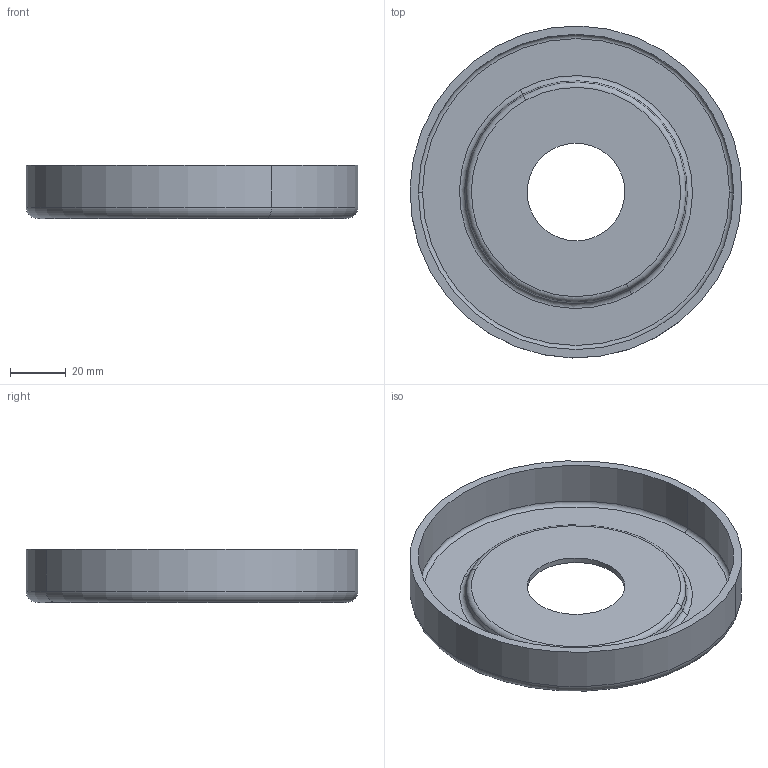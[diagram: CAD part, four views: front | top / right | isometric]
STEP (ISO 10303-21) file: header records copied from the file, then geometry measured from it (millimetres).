
FILE_DESCRIPTION((''),'2;1');
FILE_NAME('36510FRICTIONDISCV7_1_','2021-06-03T',('Administrator'),(''),'PRO/ENGINEER BY PARAMETRIC TECHNOLOGY CORPORATION, 2013040','PRO/ENGINEER BY PARAMETRIC TECHNOLOGY CORPORATION, 2013040','');
FILE_SCHEMA(('CONFIG_CONTROL_DESIGN'));
Length unit declared in the file: millimetre
Products named in the file (1): 36510FRICTIONDISCV7_1_
Bounding box: 118.97 x 118.97 x 19 mm (x, y, z)
Volume: 38831.1 mm3; surface area: 33820.1 mm2
Topology: 1 solids, 1 shells, 25 faces, 50 edges, 30 vertices
Faces by surface type: torus 10, cylinder 6, plane 5, cone 4
Entity records: 706 total; most frequent: DIRECTION 140, CARTESIAN_POINT 105, ORIENTED_EDGE 100, AXIS2_PLACEMENT_3D 65, EDGE_CURVE 50, CIRCLE 40, VERTEX_POINT 30, EDGE_LOOP 30
